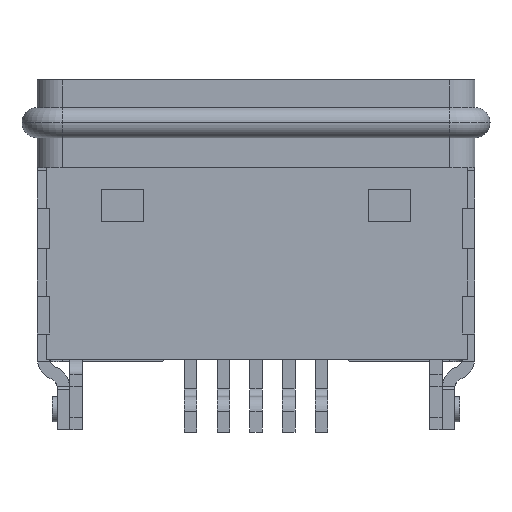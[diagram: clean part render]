
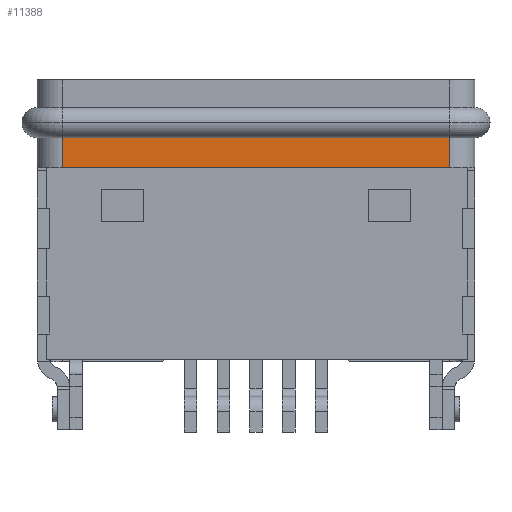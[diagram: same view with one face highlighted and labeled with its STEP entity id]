
A CAD part, front view. The second image highlights one B-rep face of the part: STEP entity #11388.
In plain terms, the highlighted planar face has unit normal (0, -1, 0).
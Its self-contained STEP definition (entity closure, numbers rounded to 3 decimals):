
#83 = VECTOR ( 'NONE', #5182, 1000. ) ;
#363 = AXIS2_PLACEMENT_3D ( 'NONE', #1020, #12896, #14245 ) ;
#1020 = CARTESIAN_POINT ( 'NONE',  ( 0., -2.75, 0.7 ) ) ;
#1156 = FACE_OUTER_BOUND ( 'NONE', #2504, .T. ) ;
#1623 = PLANE ( 'NONE',  #363 ) ;
#2469 = VERTEX_POINT ( 'NONE', #5424 ) ;
#2471 = EDGE_CURVE ( 'NONE', #8569, #10289, #10395, .T. ) ;
#2504 = EDGE_LOOP ( 'NONE', ( #7313, #2896, #4176, #8420 ) ) ;
#2896 = ORIENTED_EDGE ( 'NONE', *, *, #4351, .F. ) ;
#3246 = VECTOR ( 'NONE', #4186, 1000. ) ;
#4176 = ORIENTED_EDGE ( 'NONE', *, *, #13158, .F. ) ;
#4181 = EDGE_CURVE ( 'NONE', #2469, #8569, #10478, .T. ) ;
#4186 = DIRECTION ( 'NONE',  ( 0., 0., -1. ) ) ;
#4351 = EDGE_CURVE ( 'NONE', #14630, #2469, #10283, .T. ) ;
#4398 = CARTESIAN_POINT ( 'NONE',  ( 3.85, -2.75, 2.35 ) ) ;
#5182 = DIRECTION ( 'NONE',  ( 0., 0., 1. ) ) ;
#5377 = VECTOR ( 'NONE', #13341, 1000. ) ;
#5389 = VECTOR ( 'NONE', #15435, 1000. ) ;
#5424 = CARTESIAN_POINT ( 'NONE',  ( -3.85, -2.75, 2.35 ) ) ;
#7146 = CARTESIAN_POINT ( 'NONE',  ( 3.85, -2.75, 1.75 ) ) ;
#7313 = ORIENTED_EDGE ( 'NONE', *, *, #4181, .F. ) ;
#8420 = ORIENTED_EDGE ( 'NONE', *, *, #2471, .F. ) ;
#8569 = VERTEX_POINT ( 'NONE', #9160 ) ;
#8583 = LINE ( 'NONE', #7146, #5389 ) ;
#8648 = CARTESIAN_POINT ( 'NONE',  ( -3.85, -2.75, 1.75 ) ) ;
#9160 = CARTESIAN_POINT ( 'NONE',  ( 3.85, -2.75, 2.35 ) ) ;
#10283 = LINE ( 'NONE', #8648, #83 ) ;
#10289 = VERTEX_POINT ( 'NONE', #11495 ) ;
#10395 = LINE ( 'NONE', #4398, #3246 ) ;
#10478 = LINE ( 'NONE', #10860, #5377 ) ;
#10860 = CARTESIAN_POINT ( 'NONE',  ( -3.85, -2.75, 2.35 ) ) ;
#11388 = ADVANCED_FACE ( 'NONE', ( #1156 ), #1623, .T. ) ;
#11495 = CARTESIAN_POINT ( 'NONE',  ( 3.85, -2.75, 1.75 ) ) ;
#12896 = DIRECTION ( 'NONE',  ( 0., -1., 0. ) ) ;
#13158 = EDGE_CURVE ( 'NONE', #10289, #14630, #8583, .T. ) ;
#13341 = DIRECTION ( 'NONE',  ( 1., 0., 0. ) ) ;
#13472 = CARTESIAN_POINT ( 'NONE',  ( -3.85, -2.75, 1.75 ) ) ;
#14245 = DIRECTION ( 'NONE',  ( 1., 0., 0. ) ) ;
#14630 = VERTEX_POINT ( 'NONE', #13472 ) ;
#15435 = DIRECTION ( 'NONE',  ( -1., 0., 0. ) ) ;
